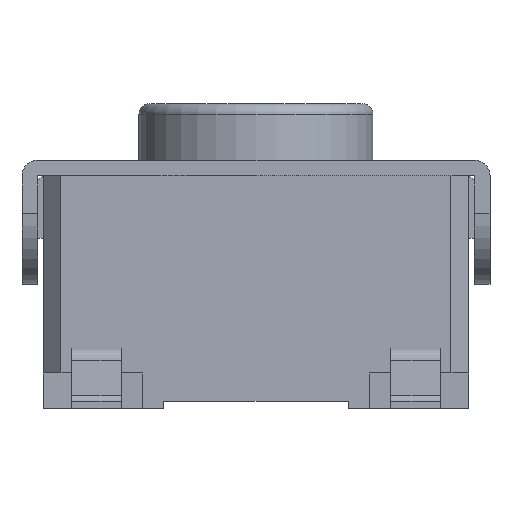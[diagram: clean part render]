
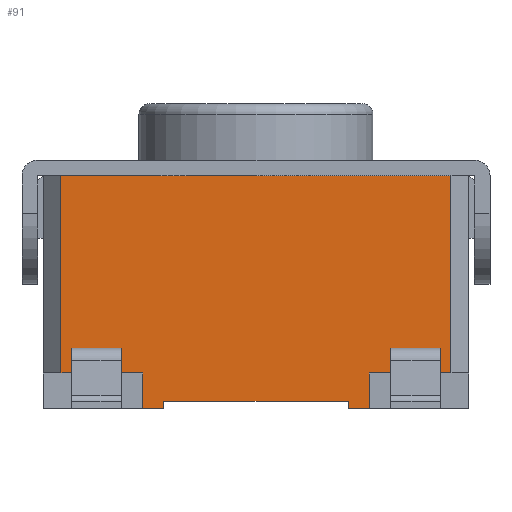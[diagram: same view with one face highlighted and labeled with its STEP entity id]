
A CAD part, left-side view. The second image highlights one B-rep face of the part: STEP entity #91.
In plain terms, the highlighted planar face has unit normal (-1, 0, 0).
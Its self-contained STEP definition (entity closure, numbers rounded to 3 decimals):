
#13=DIRECTION('',(0.,0.,1.));
#22=VERTEX_POINT('',#23);
#23=CARTESIAN_POINT('',(-3.,-1.6,0.));
#28=DIRECTION('',(1.,0.,0.));
#34=VECTOR('',#35,1.);
#35=DIRECTION('',(0.,1.,0.));
#60=VERTEX_POINT('',#61);
#61=CARTESIAN_POINT('',(-3.,-1.3,0.));
#64=EDGE_CURVE('',#60,#22,#65,.T.);
#65=LINE('',#66,#67);
#66=CARTESIAN_POINT('',(-3.,3.,0.));
#67=VECTOR('',#68,1.);
#68=DIRECTION('',(0.,-1.,0.));
#76=EDGE_CURVE('',#22,#77,#79,.T.);
#77=VERTEX_POINT('',#78);
#78=CARTESIAN_POINT('',(-3.,-1.6,0.5));
#79=LINE('',#23,#80);
#80=VECTOR('',#13,1.);
#91=ADVANCED_FACE('',(#92,#147,#171),#193,.F.);
#92=FACE_BOUND('',#93,.F.);
#93=EDGE_LOOP('',(#94,#100,#105,#110,#116,#122,#128,#132,#133,#134,#139,#144));
#94=ORIENTED_EDGE('',*,*,#95,.F.);
#95=EDGE_CURVE('',#96,#98,#65,.T.);
#96=VERTEX_POINT('',#97);
#97=CARTESIAN_POINT('',(-3.,1.6,0.));
#98=VERTEX_POINT('',#99);
#99=CARTESIAN_POINT('',(-3.,1.3,0.));
#100=ORIENTED_EDGE('',*,*,#101,.T.);
#101=EDGE_CURVE('',#96,#102,#104,.T.);
#102=VERTEX_POINT('',#103);
#103=CARTESIAN_POINT('',(-3.,1.6,0.5));
#104=LINE('',#97,#80);
#105=ORIENTED_EDGE('',*,*,#106,.T.);
#106=EDGE_CURVE('',#102,#107,#109,.T.);
#107=VERTEX_POINT('',#108);
#108=CARTESIAN_POINT('',(-3.,2.75,0.5));
#109=LINE('',#103,#34);
#110=ORIENTED_EDGE('',*,*,#111,.T.);
#111=EDGE_CURVE('',#107,#112,#114,.T.);
#112=VERTEX_POINT('',#113);
#113=CARTESIAN_POINT('',(-3.,2.75,3.28));
#114=LINE('',#115,#80);
#115=CARTESIAN_POINT('',(-3.,2.75,0.));
#116=ORIENTED_EDGE('',*,*,#117,.T.);
#117=EDGE_CURVE('',#112,#118,#120,.T.);
#118=VERTEX_POINT('',#119);
#119=CARTESIAN_POINT('',(-3.,-2.75,3.28));
#120=LINE('',#121,#67);
#121=CARTESIAN_POINT('',(-3.,3.,3.28));
#122=ORIENTED_EDGE('',*,*,#123,.F.);
#123=EDGE_CURVE('',#124,#118,#126,.T.);
#124=VERTEX_POINT('',#125);
#125=CARTESIAN_POINT('',(-3.,-2.75,0.5));
#126=LINE('',#127,#80);
#127=CARTESIAN_POINT('',(-3.,-2.75,0.));
#128=ORIENTED_EDGE('',*,*,#129,.T.);
#129=EDGE_CURVE('',#124,#77,#130,.T.);
#130=LINE('',#131,#34);
#131=CARTESIAN_POINT('',(-3.,-3.,0.5));
#132=ORIENTED_EDGE('',*,*,#76,.F.);
#133=ORIENTED_EDGE('',*,*,#64,.F.);
#134=ORIENTED_EDGE('',*,*,#135,.T.);
#135=EDGE_CURVE('',#60,#136,#138,.T.);
#136=VERTEX_POINT('',#137);
#137=CARTESIAN_POINT('',(-3.,-1.3,0.1));
#138=LINE('',#61,#80);
#139=ORIENTED_EDGE('',*,*,#140,.T.);
#140=EDGE_CURVE('',#136,#141,#143,.T.);
#141=VERTEX_POINT('',#142);
#142=CARTESIAN_POINT('',(-3.,1.3,0.1));
#143=LINE('',#137,#34);
#144=ORIENTED_EDGE('',*,*,#145,.F.);
#145=EDGE_CURVE('',#98,#141,#146,.T.);
#146=LINE('',#99,#80);
#147=FACE_BOUND('',#148,.F.);
#148=EDGE_LOOP('',(#149,#156,#163,#168));
#149=ORIENTED_EDGE('',*,*,#150,.F.);
#150=EDGE_CURVE('',#151,#153,#155,.T.);
#151=VERTEX_POINT('',#152);
#152=CARTESIAN_POINT('',(-3.,2.6,0.75));
#153=VERTEX_POINT('',#154);
#154=CARTESIAN_POINT('',(-3.,2.6,0.85));
#155=LINE('',#152,#80);
#156=ORIENTED_EDGE('',*,*,#157,.T.);
#157=EDGE_CURVE('',#151,#158,#160,.T.);
#158=VERTEX_POINT('',#159);
#159=CARTESIAN_POINT('',(-3.,1.9,0.75));
#160=LINE('',#152,#161);
#161=VECTOR('',#162,1.);
#162=DIRECTION('',(0.,-1.,0.));
#163=ORIENTED_EDGE('',*,*,#164,.T.);
#164=EDGE_CURVE('',#158,#165,#167,.T.);
#165=VERTEX_POINT('',#166);
#166=CARTESIAN_POINT('',(-3.,1.9,0.85));
#167=LINE('',#159,#80);
#168=ORIENTED_EDGE('',*,*,#169,.F.);
#169=EDGE_CURVE('',#153,#165,#170,.T.);
#170=LINE('',#154,#161);
#171=FACE_BOUND('',#172,.F.);
#172=EDGE_LOOP('',(#173,#180,#185,#190));
#173=ORIENTED_EDGE('',*,*,#174,.F.);
#174=EDGE_CURVE('',#175,#177,#179,.T.);
#175=VERTEX_POINT('',#176);
#176=CARTESIAN_POINT('',(-3.,-1.9,0.75));
#177=VERTEX_POINT('',#178);
#178=CARTESIAN_POINT('',(-3.,-1.9,0.85));
#179=LINE('',#176,#80);
#180=ORIENTED_EDGE('',*,*,#181,.T.);
#181=EDGE_CURVE('',#175,#182,#184,.T.);
#182=VERTEX_POINT('',#183);
#183=CARTESIAN_POINT('',(-3.,-2.6,0.75));
#184=LINE('',#176,#161);
#185=ORIENTED_EDGE('',*,*,#186,.T.);
#186=EDGE_CURVE('',#182,#187,#189,.T.);
#187=VERTEX_POINT('',#188);
#188=CARTESIAN_POINT('',(-3.,-2.6,0.85));
#189=LINE('',#183,#80);
#190=ORIENTED_EDGE('',*,*,#191,.F.);
#191=EDGE_CURVE('',#177,#187,#192,.T.);
#192=LINE('',#178,#161);
#193=PLANE('',#194);
#194=AXIS2_PLACEMENT_3D('',#66,#28,#68);
